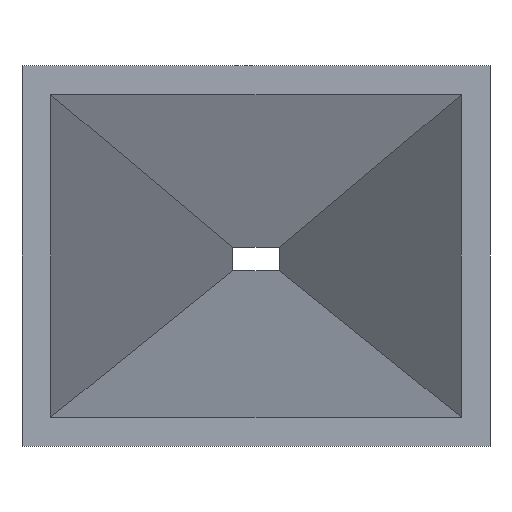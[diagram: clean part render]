
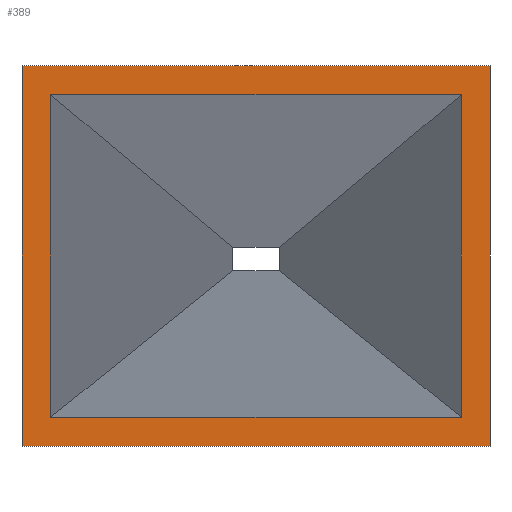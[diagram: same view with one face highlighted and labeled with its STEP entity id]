
A CAD part, top view. The second image highlights one B-rep face of the part: STEP entity #389.
In plain terms, the highlighted planar face has unit normal (0, 0, 1).
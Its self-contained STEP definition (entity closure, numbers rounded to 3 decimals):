
#18=FACE_BOUND('',#64,.T.);
#40=FACE_OUTER_BOUND('',#63,.T.);
#63=EDGE_LOOP('',(#294,#295,#296,#297));
#64=EDGE_LOOP('',(#298,#299,#300,#301));
#94=LINE('',#599,#137);
#97=LINE('',#604,#140);
#106=LINE('',#630,#149);
#108=LINE('',#633,#151);
#109=LINE('',#637,#152);
#110=LINE('',#639,#153);
#111=LINE('',#641,#154);
#112=LINE('',#642,#155);
#137=VECTOR('',#480,10.);
#140=VECTOR('',#485,10.);
#149=VECTOR('',#506,10.);
#151=VECTOR('',#510,10.);
#152=VECTOR('',#513,10.);
#153=VECTOR('',#514,10.);
#154=VECTOR('',#515,10.);
#155=VECTOR('',#516,10.);
#178=VERTEX_POINT('',#596);
#179=VERTEX_POINT('',#598);
#180=VERTEX_POINT('',#602);
#191=VERTEX_POINT('',#628);
#192=VERTEX_POINT('',#635);
#193=VERTEX_POINT('',#636);
#194=VERTEX_POINT('',#638);
#195=VERTEX_POINT('',#640);
#214=EDGE_CURVE('',#179,#178,#94,.T.);
#217=EDGE_CURVE('',#178,#180,#97,.T.);
#229=EDGE_CURVE('',#180,#191,#106,.T.);
#231=EDGE_CURVE('',#191,#179,#108,.T.);
#232=EDGE_CURVE('',#192,#193,#109,.T.);
#233=EDGE_CURVE('',#194,#192,#110,.T.);
#234=EDGE_CURVE('',#195,#194,#111,.T.);
#235=EDGE_CURVE('',#193,#195,#112,.T.);
#294=ORIENTED_EDGE('',*,*,#232,.F.);
#295=ORIENTED_EDGE('',*,*,#233,.F.);
#296=ORIENTED_EDGE('',*,*,#234,.F.);
#297=ORIENTED_EDGE('',*,*,#235,.F.);
#298=ORIENTED_EDGE('',*,*,#229,.T.);
#299=ORIENTED_EDGE('',*,*,#231,.T.);
#300=ORIENTED_EDGE('',*,*,#214,.T.);
#301=ORIENTED_EDGE('',*,*,#217,.T.);
#369=PLANE('',#438);
#389=ADVANCED_FACE('',(#40,#18),#369,.T.);
#438=AXIS2_PLACEMENT_3D('',#634,#511,#512);
#480=DIRECTION('',(0.,1.,0.));
#485=DIRECTION('',(1.,0.,0.));
#506=DIRECTION('',(0.,-1.,0.));
#510=DIRECTION('',(-1.,0.,0.));
#511=DIRECTION('center_axis',(0.,0.,
1.));
#512=DIRECTION('ref_axis',(1.,0.,0.));
#513=DIRECTION('',(0.,-1.,0.));
#514=DIRECTION('',(1.,0.,0.));
#515=DIRECTION('',(0.,1.,0.));
#516=DIRECTION('',(-1.,0.,0.));
#596=CARTESIAN_POINT('',(-16.437,12.916,0.));
#598=CARTESIAN_POINT('',(-16.437,-12.916,0.));
#599=CARTESIAN_POINT('',(-16.437,-1.62,0.));
#602=CARTESIAN_POINT('',(16.437,12.916,0.));
#604=CARTESIAN_POINT('',(-2.09,12.916,0.));
#628=CARTESIAN_POINT('',(16.437,-12.916,0.));
#630=CARTESIAN_POINT('',(16.437,1.62,0.));
#633=CARTESIAN_POINT('',(2.09,-12.916,0.));
#634=CARTESIAN_POINT('Origin',(0.,0.,
0.));
#635=CARTESIAN_POINT('',(18.75,15.225,0.));
#636=CARTESIAN_POINT('',(18.75,-15.225,0.));
#637=CARTESIAN_POINT('',(18.75,-15.225,0.));
#638=CARTESIAN_POINT('',(-18.75,15.225,0.));
#639=CARTESIAN_POINT('',(18.75,15.225,0.));
#640=CARTESIAN_POINT('',(-18.75,-15.225,0.));
#641=CARTESIAN_POINT('',(-18.75,15.225,0.));
#642=CARTESIAN_POINT('',(-18.75,-15.225,0.));
